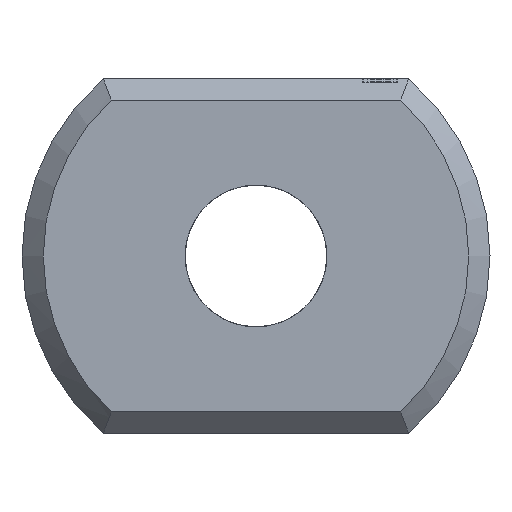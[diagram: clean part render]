
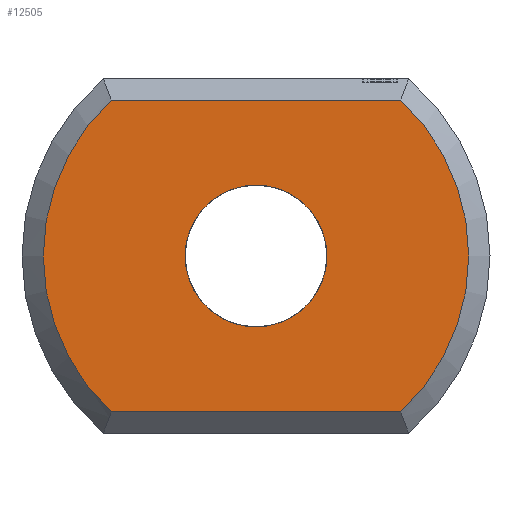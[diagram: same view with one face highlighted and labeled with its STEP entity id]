
A CAD part, left-side view. The second image highlights one B-rep face of the part: STEP entity #12505.
In plain terms, the highlighted planar face has unit normal (-1, 0, 0).
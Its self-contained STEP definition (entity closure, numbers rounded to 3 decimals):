
#298 = PLANE('',#299);
#299 = AXIS2_PLACEMENT_3D('',#300,#301,#302);
#300 = CARTESIAN_POINT('',(0.15,-2.154,-2.35));
#301 = DIRECTION('',(-0.707,0.,-0.707));
#302 = DIRECTION('',(0.,-1.,0.));
#725 = CONICAL_SURFACE('',#726,3.3,0.785);
#726 = AXIS2_PLACEMENT_3D('',#727,#728,#729);
#727 = CARTESIAN_POINT('',(0.3,0.,0.));
#728 = DIRECTION('',(1.,0.,0.));
#729 = DIRECTION('',(0.,0.653,-0.758));
#872 = CONICAL_SURFACE('',#873,3.3,0.785);
#873 = AXIS2_PLACEMENT_3D('',#874,#875,#876);
#874 = CARTESIAN_POINT('',(0.3,0.,0.));
#875 = DIRECTION('',(1.,0.,0.));
#876 = DIRECTION('',(0.,-0.653,0.758));
#909 = VERTEX_POINT('',#910);
#910 = CARTESIAN_POINT('',(0.,-2.04,-2.2));
#937 = VERTEX_POINT('',#938);
#938 = CARTESIAN_POINT('',(0.,2.04,-2.2));
#963 = EDGE_CURVE('',#909,#937,#964,.T.);
#964 = SURFACE_CURVE('',#965,(#969,#976),.PCURVE_S1.);
#965 = LINE('',#966,#967);
#966 = CARTESIAN_POINT('',(0.,-2.154,-2.2));
#967 = VECTOR('',#968,1.);
#968 = DIRECTION('',(0.,1.,0.));
#969 = PCURVE('',#298,#970);
#970 = DEFINITIONAL_REPRESENTATION('',(#971),#975);
#971 = LINE('',#972,#973);
#972 = CARTESIAN_POINT('',(0.,0.212));
#973 = VECTOR('',#974,1.);
#974 = DIRECTION('',(-1.,0.));
#975 = ( GEOMETRIC_REPRESENTATION_CONTEXT(2) 
PARAMETRIC_REPRESENTATION_CONTEXT() REPRESENTATION_CONTEXT('2D SPACE',''
  ) );
#976 = PCURVE('',#977,#982);
#977 = PLANE('',#978);
#978 = AXIS2_PLACEMENT_3D('',#979,#980,#981);
#979 = CARTESIAN_POINT('',(0.,0.,
    0.));
#980 = DIRECTION('',(1.,0.,0.));
#981 = DIRECTION('',(0.,0.,1.));
#982 = DEFINITIONAL_REPRESENTATION('',(#983),#987);
#983 = LINE('',#984,#985);
#984 = CARTESIAN_POINT('',(-2.2,2.154));
#985 = VECTOR('',#986,1.);
#986 = DIRECTION('',(0.,-1.));
#987 = ( GEOMETRIC_REPRESENTATION_CONTEXT(2) 
PARAMETRIC_REPRESENTATION_CONTEXT() REPRESENTATION_CONTEXT('2D SPACE',''
  ) );
#1763 = PLANE('',#1764);
#1764 = AXIS2_PLACEMENT_3D('',#1765,#1766,#1767);
#1765 = CARTESIAN_POINT('',(0.15,-2.154,2.35));
#1766 = DIRECTION('',(0.707,0.,-0.707
    ));
#1767 = DIRECTION('',(0.,-1.,0.));
#12292 = VERTEX_POINT('',#12293);
#12293 = CARTESIAN_POINT('',(0.,2.04,2.2));
#12318 = EDGE_CURVE('',#937,#12292,#12319,.T.);
#12319 = SURFACE_CURVE('',#12320,(#12325,#12332),.PCURVE_S1.);
#12320 = CIRCLE('',#12321,3.);
#12321 = AXIS2_PLACEMENT_3D('',#12322,#12323,#12324);
#12322 = CARTESIAN_POINT('',(0.,0.,
    0.));
#12323 = DIRECTION('',(1.,0.,0.));
#12324 = DIRECTION('',(0.,0.653,-0.758)
  );
#12325 = PCURVE('',#725,#12326);
#12326 = DEFINITIONAL_REPRESENTATION('',(#12327),#12331);
#12327 = LINE('',#12328,#12329);
#12328 = CARTESIAN_POINT('',(0.,-0.3));
#12329 = VECTOR('',#12330,1.);
#12330 = DIRECTION('',(1.,-0.));
#12331 = ( GEOMETRIC_REPRESENTATION_CONTEXT(2) 
PARAMETRIC_REPRESENTATION_CONTEXT() REPRESENTATION_CONTEXT('2D SPACE',''
  ) );
#12332 = PCURVE('',#977,#12333);
#12333 = DEFINITIONAL_REPRESENTATION('',(#12334),#12338);
#12334 = CIRCLE('',#12335,3.);
#12335 = AXIS2_PLACEMENT_2D('',#12336,#12337);
#12336 = CARTESIAN_POINT('',(0.,0.));
#12337 = DIRECTION('',(-0.758,-0.653));
#12338 = ( GEOMETRIC_REPRESENTATION_CONTEXT(2) 
PARAMETRIC_REPRESENTATION_CONTEXT() REPRESENTATION_CONTEXT('2D SPACE',''
  ) );
#12456 = VERTEX_POINT('',#12457);
#12457 = CARTESIAN_POINT('',(0.,-2.04,2.2));
#12484 = EDGE_CURVE('',#12456,#909,#12485,.T.);
#12485 = SURFACE_CURVE('',#12486,(#12491,#12498),.PCURVE_S1.);
#12486 = CIRCLE('',#12487,3.);
#12487 = AXIS2_PLACEMENT_3D('',#12488,#12489,#12490);
#12488 = CARTESIAN_POINT('',(0.,0.,
    0.));
#12489 = DIRECTION('',(1.,0.,0.));
#12490 = DIRECTION('',(0.,-0.653,0.758)
  );
#12491 = PCURVE('',#872,#12492);
#12492 = DEFINITIONAL_REPRESENTATION('',(#12493),#12497);
#12493 = LINE('',#12494,#12495);
#12494 = CARTESIAN_POINT('',(0.,-0.3));
#12495 = VECTOR('',#12496,1.);
#12496 = DIRECTION('',(1.,-0.));
#12497 = ( GEOMETRIC_REPRESENTATION_CONTEXT(2) 
PARAMETRIC_REPRESENTATION_CONTEXT() REPRESENTATION_CONTEXT('2D SPACE',''
  ) );
#12498 = PCURVE('',#977,#12499);
#12499 = DEFINITIONAL_REPRESENTATION('',(#12500),#12504);
#12500 = CIRCLE('',#12501,3.);
#12501 = AXIS2_PLACEMENT_2D('',#12502,#12503);
#12502 = CARTESIAN_POINT('',(0.,0.));
#12503 = DIRECTION('',(0.758,0.653));
#12504 = ( GEOMETRIC_REPRESENTATION_CONTEXT(2) 
PARAMETRIC_REPRESENTATION_CONTEXT() REPRESENTATION_CONTEXT('2D SPACE',''
  ) );
#12505 = ADVANCED_FACE('',(#12506,#12532),#977,.F.);
#12506 = FACE_BOUND('',#12507,.F.);
#12507 = EDGE_LOOP('',(#12508,#12509,#12530,#12531));
#12508 = ORIENTED_EDGE('',*,*,#12318,.T.);
#12509 = ORIENTED_EDGE('',*,*,#12510,.F.);
#12510 = EDGE_CURVE('',#12456,#12292,#12511,.T.);
#12511 = SURFACE_CURVE('',#12512,(#12516,#12523),.PCURVE_S1.);
#12512 = LINE('',#12513,#12514);
#12513 = CARTESIAN_POINT('',(0.,-2.154,2.2));
#12514 = VECTOR('',#12515,1.);
#12515 = DIRECTION('',(0.,1.,0.));
#12516 = PCURVE('',#977,#12517);
#12517 = DEFINITIONAL_REPRESENTATION('',(#12518),#12522);
#12518 = LINE('',#12519,#12520);
#12519 = CARTESIAN_POINT('',(2.2,2.154));
#12520 = VECTOR('',#12521,1.);
#12521 = DIRECTION('',(0.,-1.));
#12522 = ( GEOMETRIC_REPRESENTATION_CONTEXT(2) 
PARAMETRIC_REPRESENTATION_CONTEXT() REPRESENTATION_CONTEXT('2D SPACE',''
  ) );
#12523 = PCURVE('',#1763,#12524);
#12524 = DEFINITIONAL_REPRESENTATION('',(#12525),#12529);
#12525 = LINE('',#12526,#12527);
#12526 = CARTESIAN_POINT('',(0.,0.212));
#12527 = VECTOR('',#12528,1.);
#12528 = DIRECTION('',(-1.,0.));
#12529 = ( GEOMETRIC_REPRESENTATION_CONTEXT(2) 
PARAMETRIC_REPRESENTATION_CONTEXT() REPRESENTATION_CONTEXT('2D SPACE',''
  ) );
#12530 = ORIENTED_EDGE('',*,*,#12484,.T.);
#12531 = ORIENTED_EDGE('',*,*,#963,.T.);
#12532 = FACE_BOUND('',#12533,.T.);
#12533 = EDGE_LOOP('',(#12534));
#12534 = ORIENTED_EDGE('',*,*,#12535,.T.);
#12535 = EDGE_CURVE('',#12536,#12536,#12538,.T.);
#12536 = VERTEX_POINT('',#12537);
#12537 = CARTESIAN_POINT('',(0.,1.,0.));
#12538 = SURFACE_CURVE('',#12539,(#12544,#12551),.PCURVE_S1.);
#12539 = CIRCLE('',#12540,1.);
#12540 = AXIS2_PLACEMENT_3D('',#12541,#12542,#12543);
#12541 = CARTESIAN_POINT('',(0.,0.,0.));
#12542 = DIRECTION('',(1.,0.,0.));
#12543 = DIRECTION('',(0.,1.,0.));
#12544 = PCURVE('',#977,#12545);
#12545 = DEFINITIONAL_REPRESENTATION('',(#12546),#12550);
#12546 = CIRCLE('',#12547,1.);
#12547 = AXIS2_PLACEMENT_2D('',#12548,#12549);
#12548 = CARTESIAN_POINT('',(0.,0.));
#12549 = DIRECTION('',(0.,-1.));
#12550 = ( GEOMETRIC_REPRESENTATION_CONTEXT(2) 
PARAMETRIC_REPRESENTATION_CONTEXT() REPRESENTATION_CONTEXT('2D SPACE',''
  ) );
#12551 = PCURVE('',#12552,#12557);
#12552 = CYLINDRICAL_SURFACE('',#12553,1.);
#12553 = AXIS2_PLACEMENT_3D('',#12554,#12555,#12556);
#12554 = CARTESIAN_POINT('',(0.,0.,0.));
#12555 = DIRECTION('',(-1.,0.,0.));
#12556 = DIRECTION('',(0.,1.,0.));
#12557 = DEFINITIONAL_REPRESENTATION('',(#12558),#12562);
#12558 = LINE('',#12559,#12560);
#12559 = CARTESIAN_POINT('',(-0.,0.));
#12560 = VECTOR('',#12561,1.);
#12561 = DIRECTION('',(-1.,0.));
#12562 = ( GEOMETRIC_REPRESENTATION_CONTEXT(2) 
PARAMETRIC_REPRESENTATION_CONTEXT() REPRESENTATION_CONTEXT('2D SPACE',''
  ) );
